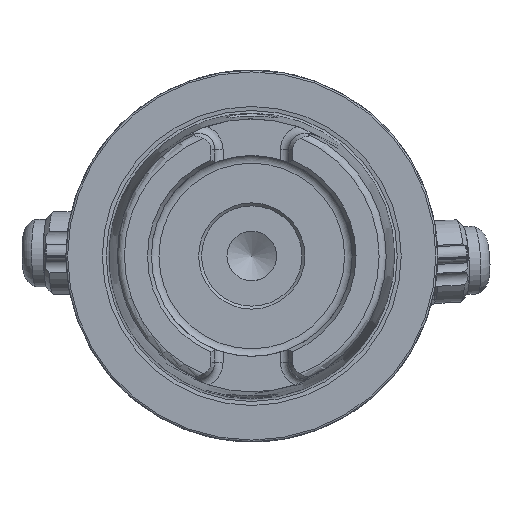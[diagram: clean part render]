
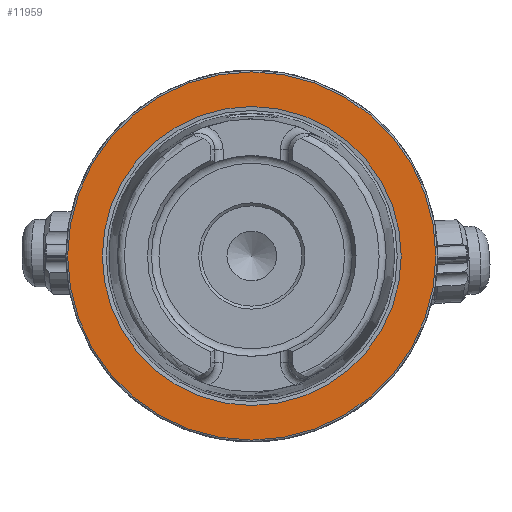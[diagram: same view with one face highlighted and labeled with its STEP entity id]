
A CAD part, left-side view. The second image highlights one B-rep face of the part: STEP entity #11959.
In plain terms, the highlighted planar face has unit normal (-1, 0, 0).
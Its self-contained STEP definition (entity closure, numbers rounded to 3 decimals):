
#859 = FACE_OUTER_BOUND ( 'NONE', #6111, .T. ) ;
#1420 = CARTESIAN_POINT ( 'NONE',  ( 0., 0., 0. ) ) ;
#2565 = CARTESIAN_POINT ( 'NONE',  ( 0., 0., 0. ) ) ;
#2728 = DIRECTION ( 'NONE',  ( 0., 0., 1. ) ) ;
#2746 = DIRECTION ( 'NONE',  ( -1., 0., 0. ) ) ;
#3413 = DIRECTION ( 'NONE',  ( 0., 0., -1. ) ) ;
#3685 = CIRCLE ( 'NONE', #12385, 31.2 ) ;
#3862 = EDGE_CURVE ( 'NONE', #4571, #4571, #12783, .T. ) ;
#4571 = VERTEX_POINT ( 'NONE', #10000 ) ;
#5277 = CARTESIAN_POINT ( 'NONE',  ( 0., 0., 31.2 ) ) ;
#6111 = EDGE_LOOP ( 'NONE', ( #8874 ) ) ;
#6764 = PLANE ( 'NONE',  #7243 ) ;
#7243 = AXIS2_PLACEMENT_3D ( 'NONE', #15645, #13247, #3413 ) ;
#8874 = ORIENTED_EDGE ( 'NONE', *, *, #13291, .T. ) ;
#10000 = CARTESIAN_POINT ( 'NONE',  ( 0., 0., 25.324 ) ) ;
#10647 = ORIENTED_EDGE ( 'NONE', *, *, #3862, .F. ) ;
#11181 = DIRECTION ( 'NONE',  ( -1., 0., 0. ) ) ;
#11260 = FACE_BOUND ( 'NONE', #13398, .T. ) ;
#11959 = ADVANCED_FACE ( 'NONE', ( #11260, #859 ), #6764, .F. ) ;
#12385 = AXIS2_PLACEMENT_3D ( 'NONE', #2565, #11181, #2728 ) ;
#12783 = CIRCLE ( 'NONE', #15830, 25.324 ) ;
#13247 = DIRECTION ( 'NONE',  ( 1., 0., 0. ) ) ;
#13291 = EDGE_CURVE ( 'NONE', #15422, #15422, #3685, .T. ) ;
#13398 = EDGE_LOOP ( 'NONE', ( #10647 ) ) ;
#13659 = DIRECTION ( 'NONE',  ( 0., 0., 1. ) ) ;
#15422 = VERTEX_POINT ( 'NONE', #5277 ) ;
#15645 = CARTESIAN_POINT ( 'NONE',  ( 0., 31.2, 0. ) ) ;
#15830 = AXIS2_PLACEMENT_3D ( 'NONE', #1420, #2746, #13659 ) ;
